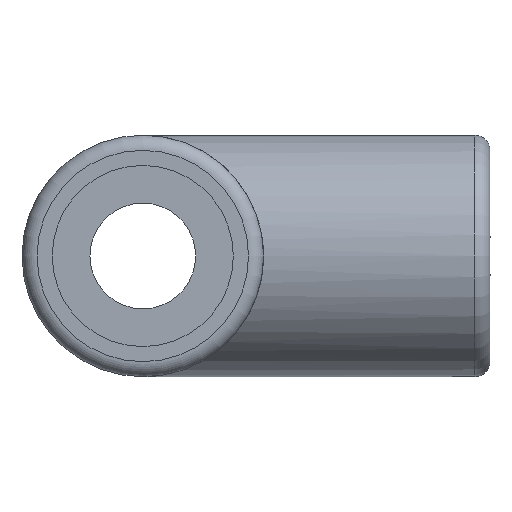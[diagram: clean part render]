
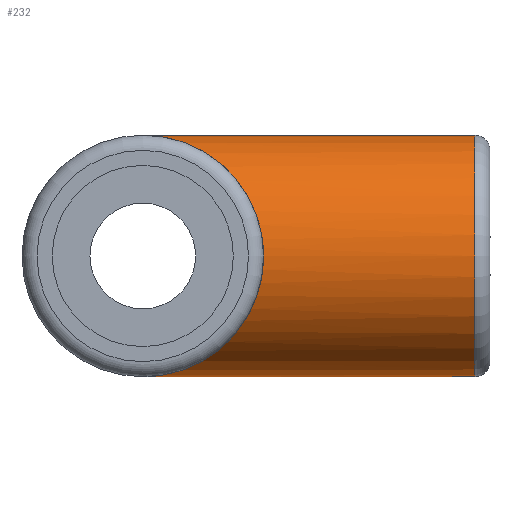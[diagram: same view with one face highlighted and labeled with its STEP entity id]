
A CAD part, front view. The second image highlights one B-rep face of the part: STEP entity #232.
In plain terms, the highlighted cylindrical face has radius 8 mm (diameter 16 mm), a full revolution.
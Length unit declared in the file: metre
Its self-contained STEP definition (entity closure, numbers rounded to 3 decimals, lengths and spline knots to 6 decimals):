
#18=ELLIPSE('',#263,0.011314,0.008);
#19=ELLIPSE('',#264,0.011314,0.008);
#26=CYLINDRICAL_SURFACE('',#284,0.008);
#53=ORIENTED_EDGE('',*,*,#91,.T.);
#54=ORIENTED_EDGE('',*,*,#79,.F.);
#55=ORIENTED_EDGE('',*,*,#78,.F.);
#78=EDGE_CURVE('',#100,#101,#18,.F.);
#79=EDGE_CURVE('',#101,#100,#19,.F.);
#91=EDGE_CURVE('',#113,#113,#131,.F.);
#100=VERTEX_POINT('',#399);
#101=VERTEX_POINT('',#400);
#113=VERTEX_POINT('',#434);
#131=CIRCLE('',#285,0.008);
#156=EDGE_LOOP('',(#53));
#157=EDGE_LOOP('',(#54,#55));
#196=FACE_BOUND('',#156,.T.);
#197=FACE_BOUND('',#157,.T.);
#232=ADVANCED_FACE('',(#196,#197),#26,.T.);
#263=AXIS2_PLACEMENT_3D('',#398,#315,#316);
#264=AXIS2_PLACEMENT_3D('',#401,#317,#318);
#284=AXIS2_PLACEMENT_3D('',#432,#357,#358);
#285=AXIS2_PLACEMENT_3D('',#433,#359,#360);
#315=DIRECTION('',(0.707,0.707,0.));
#316=DIRECTION('',(0.707,-0.707,0.));
#317=DIRECTION('',(0.707,-0.707,0.));
#318=DIRECTION('',(0.707,0.707,0.));
#357=DIRECTION('',(1.,0.,0.));
#358=DIRECTION('',(0.,1.,0.));
#359=DIRECTION('',(1.,0.,0.));
#360=DIRECTION('',(0.,1.,0.));
#398=CARTESIAN_POINT('',(-0.207135,0.101753,0.177032));
#399=CARTESIAN_POINT('',(-0.207135,0.101753,0.169032));
#400=CARTESIAN_POINT('',(-0.207135,0.101753,0.185032));
#401=CARTESIAN_POINT('',(-0.207135,0.101753,0.177032));
#432=CARTESIAN_POINT('',(-0.215137,0.101753,0.177032));
#433=CARTESIAN_POINT('',(-0.185135,0.101753,0.177032));
#434=CARTESIAN_POINT('',(-0.185135,0.109753,0.177032));
